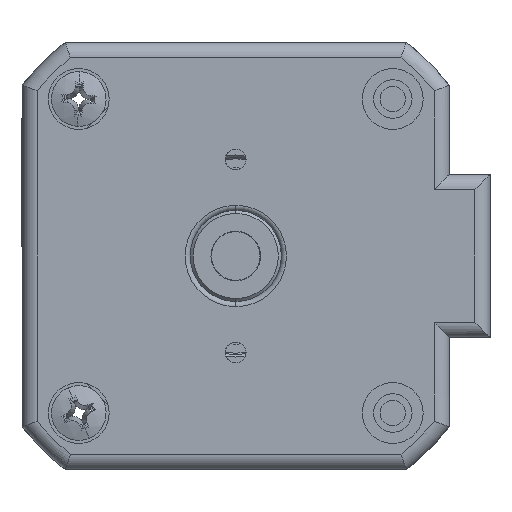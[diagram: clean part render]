
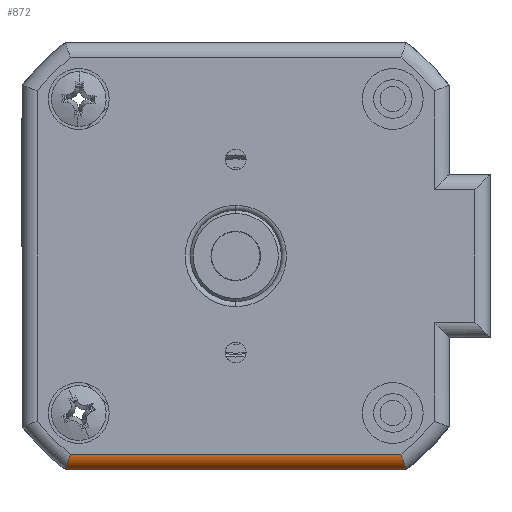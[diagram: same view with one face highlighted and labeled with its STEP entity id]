
A CAD part, front view. The second image highlights one B-rep face of the part: STEP entity #872.
In plain terms, the highlighted cylindrical face has radius 1.5 mm (diameter 3 mm), a partial arc.
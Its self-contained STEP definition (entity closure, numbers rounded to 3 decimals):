
#50 = CARTESIAN_POINT ( 'NONE',  ( -4.709, -25.707, -2.962 ) ) ;
#88 = CARTESIAN_POINT ( 'NONE',  ( 11.672, -25.707, -3.151 ) ) ;
#141 = CARTESIAN_POINT ( 'NONE',  ( -21.555, -24.309, -4.462 ) ) ;
#168 = CARTESIAN_POINT ( 'NONE',  ( -21.021, -25.707, -2.962 ) ) ;
#814 = CARTESIAN_POINT ( 'NONE',  ( 12.137, -24.207, -4.462 ) ) ;
#872 = ADVANCED_FACE ( 'NONE', ( #3493 ), #1341, .T. ) ;
#1341 = CYLINDRICAL_SURFACE ( 'NONE', #2051, 1.5 ) ;
#1608 = CARTESIAN_POINT ( 'NONE',  ( -21.551, -24.41, -4.452 ) ) ;
#1610 = LINE ( 'NONE', #9462, #8921 ) ;
#1640 = CARTESIAN_POINT ( 'NONE',  ( 11.604, -25.707, -2.962 ) ) ;
#1803 = VECTOR ( 'NONE', #4410, 1000. ) ;
#1895 = CARTESIAN_POINT ( 'NONE',  ( 12.137, -24.207, -4.462 ) ) ;
#1987 = B_SPLINE_CURVE_WITH_KNOTS ( 'NONE', 3,
 ( #5225, #141, #1608, #6703, #2331, #7450, #3061, #8176, #3791, #8919, #4530, #168 ),
 .UNSPECIFIED., .F., .F.,
 ( 4, 2, 2, 2, 2, 4 ),
 ( 0., 0., 0.001, 0.001, 0.002, 0.002 ),
 .UNSPECIFIED. ) ;
#2051 = AXIS2_PLACEMENT_3D ( 'NONE', #6794, #3098, #3149 ) ;
#2258 = CARTESIAN_POINT ( 'NONE',  ( 12.12, -24.607, -4.411 ) ) ;
#2331 = CARTESIAN_POINT ( 'NONE',  ( -21.526, -24.704, -4.381 ) ) ;
#2989 = CARTESIAN_POINT ( 'NONE',  ( 12.067, -24.981, -4.263 ) ) ;
#3042 = ORIENTED_EDGE ( 'NONE', *, *, #7269, .F. ) ;
#3061 = CARTESIAN_POINT ( 'NONE',  ( -21.444, -25.148, -4.147 ) ) ;
#3098 = DIRECTION ( 'NONE',  ( -1., 0., 0. ) ) ;
#3149 = DIRECTION ( 'NONE',  ( 0., 0., 1. ) ) ;
#3493 = FACE_OUTER_BOUND ( 'NONE', #7803, .T. ) ;
#3606 = DIRECTION ( 'NONE',  ( -1., 0., 0. ) ) ;
#3710 = CARTESIAN_POINT ( 'NONE',  ( 11.928, -25.42, -3.867 ) ) ;
#3717 = ORIENTED_EDGE ( 'NONE', *, *, #8578, .T. ) ;
#3724 = LINE ( 'NONE', #50, #1803 ) ;
#3791 = CARTESIAN_POINT ( 'NONE',  ( -21.286, -25.527, -3.7 ) ) ;
#4410 = DIRECTION ( 'NONE',  ( 1., 0., 0. ) ) ;
#4459 = CARTESIAN_POINT ( 'NONE',  ( 11.741, -25.67, -3.345 ) ) ;
#4530 = CARTESIAN_POINT ( 'NONE',  ( -21.089, -25.707, -3.151 ) ) ;
#4785 = VERTEX_POINT ( 'NONE', #8670 ) ;
#4995 = VERTEX_POINT ( 'NONE', #1640 ) ;
#5180 = CARTESIAN_POINT ( 'NONE',  ( 11.604, -25.707, -2.962 ) ) ;
#5225 = CARTESIAN_POINT ( 'NONE',  ( -21.555, -24.207, -4.462 ) ) ;
#5458 = VERTEX_POINT ( 'NONE', #7442 ) ;
#6247 = ORIENTED_EDGE ( 'NONE', *, *, #9098, .F. ) ;
#6634 = CARTESIAN_POINT ( 'NONE',  ( 12.134, -24.41, -4.452 ) ) ;
#6703 = CARTESIAN_POINT ( 'NONE',  ( -21.537, -24.607, -4.411 ) ) ;
#6794 = CARTESIAN_POINT ( 'NONE',  ( -21.555, -24.207, -2.962 ) ) ;
#6874 = VERTEX_POINT ( 'NONE', #1895 ) ;
#7269 = EDGE_CURVE ( 'NONE', #6874, #4785, #1610, .T. ) ;
#7352 = CARTESIAN_POINT ( 'NONE',  ( 12.137, -24.309, -4.462 ) ) ;
#7368 = CARTESIAN_POINT ( 'NONE',  ( 12.109, -24.704, -4.381 ) ) ;
#7442 = CARTESIAN_POINT ( 'NONE',  ( -21.021, -25.707, -2.962 ) ) ;
#7450 = CARTESIAN_POINT ( 'NONE',  ( -21.485, -24.981, -4.263 ) ) ;
#7803 = EDGE_LOOP ( 'NONE', ( #3717, #6247, #8660, #3042 ) ) ;
#7843 = EDGE_CURVE ( 'NONE', #4785, #5458, #1987, .T. ) ;
#8112 = CARTESIAN_POINT ( 'NONE',  ( 12.027, -25.148, -4.147 ) ) ;
#8176 = CARTESIAN_POINT ( 'NONE',  ( -21.345, -25.42, -3.867 ) ) ;
#8578 = EDGE_CURVE ( 'NONE', #6874, #4995, #9068, .T. ) ;
#8660 = ORIENTED_EDGE ( 'NONE', *, *, #7843, .F. ) ;
#8670 = CARTESIAN_POINT ( 'NONE',  ( -21.555, -24.207, -4.462 ) ) ;
#8843 = CARTESIAN_POINT ( 'NONE',  ( 11.868, -25.527, -3.7 ) ) ;
#8919 = CARTESIAN_POINT ( 'NONE',  ( -21.159, -25.67, -3.345 ) ) ;
#8921 = VECTOR ( 'NONE', #3606, 1000. ) ;
#9068 = B_SPLINE_CURVE_WITH_KNOTS ( 'NONE', 3,
 ( #814, #7352, #6634, #2258, #7368, #2989, #8112, #3710, #8843, #4459, #88, #5180 ),
 .UNSPECIFIED., .F., .F.,
 ( 4, 2, 2, 2, 2, 4 ),
 ( 0., 0., 0.001, 0.001, 0.002, 0.002 ),
 .UNSPECIFIED. ) ;
#9098 = EDGE_CURVE ( 'NONE', #5458, #4995, #3724, .T. ) ;
#9462 = CARTESIAN_POINT ( 'NONE',  ( -21.555, -24.207, -4.462 ) ) ;
